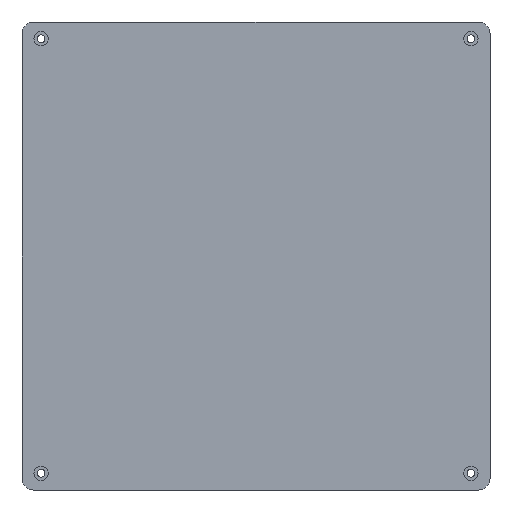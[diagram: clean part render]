
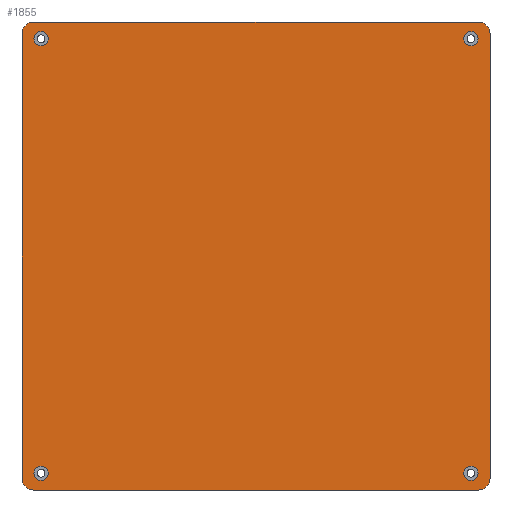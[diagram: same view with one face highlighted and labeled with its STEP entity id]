
A CAD part, front view. The second image highlights one B-rep face of the part: STEP entity #1855.
In plain terms, the highlighted planar face has unit normal (0, -1, 0).
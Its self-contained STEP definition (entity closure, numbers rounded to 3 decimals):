
#8 = ORIENTED_EDGE ( 'NONE', *, *, #189, .T. ) ;
#18 = VERTEX_POINT ( 'NONE', #59 ) ;
#23 = AXIS2_PLACEMENT_3D ( 'NONE', #255, #1675, #121 ) ;
#38 = VERTEX_POINT ( 'NONE', #1239 ) ;
#39 = FACE_BOUND ( 'NONE', #116, .T. ) ;
#51 = CIRCLE ( 'NONE', #1716, 5. ) ;
#53 = DIRECTION ( 'NONE',  ( 0., 0., 1. ) ) ;
#59 = CARTESIAN_POINT ( 'NONE',  ( 90., 0., 94. ) ) ;
#67 = EDGE_LOOP ( 'NONE', ( #8, #1659, #1857, #78, #570, #1326, #424, #564 ) ) ;
#78 = ORIENTED_EDGE ( 'NONE', *, *, #746, .T. ) ;
#80 = VERTEX_POINT ( 'NONE', #1507 ) ;
#93 = VECTOR ( 'NONE', #334, 1000. ) ;
#100 = DIRECTION ( 'NONE',  ( 0., 1., 0. ) ) ;
#116 = EDGE_LOOP ( 'NONE', ( #1020, #1123 ) ) ;
#121 = DIRECTION ( 'NONE',  ( 0., 0., -1. ) ) ;
#159 = LINE ( 'NONE', #326, #93 ) ;
#161 = DIRECTION ( 'NONE',  ( 0., 0., -1. ) ) ;
#189 = EDGE_CURVE ( 'NONE', #895, #732, #1417, .T. ) ;
#197 = ORIENTED_EDGE ( 'NONE', *, *, #1765, .T. ) ;
#232 = EDGE_CURVE ( 'NONE', #545, #920, #1622, .T. ) ;
#237 = CARTESIAN_POINT ( 'NONE',  ( 90., 0., 91. ) ) ;
#238 = VERTEX_POINT ( 'NONE', #1373 ) ;
#239 = DIRECTION ( 'NONE',  ( 0., 0., 1. ) ) ;
#255 = CARTESIAN_POINT ( 'NONE',  ( 90., 0., -91. ) ) ;
#257 = AXIS2_PLACEMENT_3D ( 'NONE', #1607, #1460, #1175 ) ;
#261 = EDGE_CURVE ( 'NONE', #18, #238, #434, .T. ) ;
#280 = VERTEX_POINT ( 'NONE', #452 ) ;
#307 = DIRECTION ( 'NONE',  ( 0., 1., 0. ) ) ;
#326 = CARTESIAN_POINT ( 'NONE',  ( -98., 0., 98. ) ) ;
#328 = CARTESIAN_POINT ( 'NONE',  ( 93., 0., -98. ) ) ;
#329 = VERTEX_POINT ( 'NONE', #648 ) ;
#334 = DIRECTION ( 'NONE',  ( 1., 0., 0. ) ) ;
#335 = DIRECTION ( 'NONE',  ( 0., -1., 0. ) ) ;
#362 = CARTESIAN_POINT ( 'NONE',  ( -93., 0., -98. ) ) ;
#372 = VECTOR ( 'NONE', #507, 1000. ) ;
#373 = CIRCLE ( 'NONE', #665, 5. ) ;
#375 = VECTOR ( 'NONE', #53, 1000. ) ;
#404 = CIRCLE ( 'NONE', #23, 3. ) ;
#420 = EDGE_LOOP ( 'NONE', ( #854, #1076 ) ) ;
#424 = ORIENTED_EDGE ( 'NONE', *, *, #481, .F. ) ;
#427 = DIRECTION ( 'NONE',  ( 0., -1., 0. ) ) ;
#434 = CIRCLE ( 'NONE', #1056, 3. ) ;
#442 = CARTESIAN_POINT ( 'NONE',  ( 90., 0., 91. ) ) ;
#452 = CARTESIAN_POINT ( 'NONE',  ( -90., 0., 94. ) ) ;
#464 = CARTESIAN_POINT ( 'NONE',  ( -90., 0., 91. ) ) ;
#475 = CARTESIAN_POINT ( 'NONE',  ( 93., 0., -93. ) ) ;
#481 = EDGE_CURVE ( 'NONE', #1446, #920, #1477, .T. ) ;
#507 = DIRECTION ( 'NONE',  ( 0., 0., 1. ) ) ;
#510 = FACE_BOUND ( 'NONE', #1781, .T. ) ;
#540 = DIRECTION ( 'NONE',  ( 0., -1., 0. ) ) ;
#545 = VERTEX_POINT ( 'NONE', #1060 ) ;
#548 = CARTESIAN_POINT ( 'NONE',  ( -98., 0., -93. ) ) ;
#549 = ORIENTED_EDGE ( 'NONE', *, *, #1112, .F. ) ;
#564 = ORIENTED_EDGE ( 'NONE', *, *, #720, .T. ) ;
#570 = ORIENTED_EDGE ( 'NONE', *, *, #1164, .F. ) ;
#584 = AXIS2_PLACEMENT_3D ( 'NONE', #475, #1041, #742 ) ;
#588 = DIRECTION ( 'NONE',  ( 0., -1., 0. ) ) ;
#613 = PLANE ( 'NONE',  #257 ) ;
#615 = DIRECTION ( 'NONE',  ( 0., -1., 0. ) ) ;
#643 = CARTESIAN_POINT ( 'NONE',  ( 98., 0., 93. ) ) ;
#648 = CARTESIAN_POINT ( 'NONE',  ( -90., 0., -88. ) ) ;
#657 = EDGE_CURVE ( 'NONE', #38, #830, #404, .T. ) ;
#661 = ORIENTED_EDGE ( 'NONE', *, *, #1014, .F. ) ;
#665 = AXIS2_PLACEMENT_3D ( 'NONE', #1293, #335, #1604 ) ;
#697 = DIRECTION ( 'NONE',  ( 0., 0., -1. ) ) ;
#710 = EDGE_CURVE ( 'NONE', #732, #80, #878, .T. ) ;
#720 = EDGE_CURVE ( 'NONE', #1446, #895, #51, .T. ) ;
#723 = AXIS2_PLACEMENT_3D ( 'NONE', #1216, #1474, #1177 ) ;
#728 = DIRECTION ( 'NONE',  ( 0., 0., 1. ) ) ;
#732 = VERTEX_POINT ( 'NONE', #328 ) ;
#742 = DIRECTION ( 'NONE',  ( 0., 0., -1. ) ) ;
#746 = EDGE_CURVE ( 'NONE', #851, #1789, #373, .T. ) ;
#754 = EDGE_LOOP ( 'NONE', ( #1606, #197 ) ) ;
#771 = FACE_BOUND ( 'NONE', #754, .T. ) ;
#807 = CARTESIAN_POINT ( 'NONE',  ( -93., 0., 93. ) ) ;
#818 = EDGE_CURVE ( 'NONE', #1100, #280, #934, .T. ) ;
#830 = VERTEX_POINT ( 'NONE', #1577 ) ;
#832 = DIRECTION ( 'NONE',  ( 0., -1., 0. ) ) ;
#845 = VECTOR ( 'NONE', #1233, 1000. ) ;
#851 = VERTEX_POINT ( 'NONE', #643 ) ;
#854 = ORIENTED_EDGE ( 'NONE', *, *, #1471, .F. ) ;
#878 = CIRCLE ( 'NONE', #584, 5. ) ;
#882 = CIRCLE ( 'NONE', #1351, 3. ) ;
#891 = CARTESIAN_POINT ( 'NONE',  ( -93., 0., -93. ) ) ;
#895 = VERTEX_POINT ( 'NONE', #362 ) ;
#903 = CARTESIAN_POINT ( 'NONE',  ( 98., 0., -98. ) ) ;
#906 = AXIS2_PLACEMENT_3D ( 'NONE', #464, #307, #1032 ) ;
#908 = AXIS2_PLACEMENT_3D ( 'NONE', #1553, #427, #697 ) ;
#920 = VERTEX_POINT ( 'NONE', #1345 ) ;
#933 = CARTESIAN_POINT ( 'NONE',  ( -98., 0., -98. ) ) ;
#934 = CIRCLE ( 'NONE', #906, 3. ) ;
#936 = FACE_OUTER_BOUND ( 'NONE', #67, .T. ) ;
#950 = VERTEX_POINT ( 'NONE', #1049 ) ;
#961 = DIRECTION ( 'NONE',  ( 0., -1., 0. ) ) ;
#1014 = EDGE_CURVE ( 'NONE', #329, #950, #1771, .T. ) ;
#1020 = ORIENTED_EDGE ( 'NONE', *, *, #1261, .T. ) ;
#1032 = DIRECTION ( 'NONE',  ( 0., 0., 1. ) ) ;
#1041 = DIRECTION ( 'NONE',  ( 0., -1., 0. ) ) ;
#1049 = CARTESIAN_POINT ( 'NONE',  ( -90., 0., -94. ) ) ;
#1056 = AXIS2_PLACEMENT_3D ( 'NONE', #442, #615, #728 ) ;
#1060 = CARTESIAN_POINT ( 'NONE',  ( -93., 0., 98. ) ) ;
#1073 = LINE ( 'NONE', #903, #375 ) ;
#1076 = ORIENTED_EDGE ( 'NONE', *, *, #261, .F. ) ;
#1094 = DIRECTION ( 'NONE',  ( 0., 0., 1. ) ) ;
#1100 = VERTEX_POINT ( 'NONE', #1238 ) ;
#1112 = EDGE_CURVE ( 'NONE', #950, #329, #1658, .T. ) ;
#1123 = ORIENTED_EDGE ( 'NONE', *, *, #657, .T. ) ;
#1135 = CARTESIAN_POINT ( 'NONE',  ( -98., 0., -98. ) ) ;
#1164 = EDGE_CURVE ( 'NONE', #545, #1789, #159, .T. ) ;
#1175 = DIRECTION ( 'NONE',  ( 0., 0., -1. ) ) ;
#1177 = DIRECTION ( 'NONE',  ( 0., 0., -1. ) ) ;
#1206 = AXIS2_PLACEMENT_3D ( 'NONE', #1517, #100, #239 ) ;
#1216 = CARTESIAN_POINT ( 'NONE',  ( 90., 0., -91. ) ) ;
#1233 = DIRECTION ( 'NONE',  ( 1., 0., 0. ) ) ;
#1238 = CARTESIAN_POINT ( 'NONE',  ( -90., 0., 88. ) ) ;
#1239 = CARTESIAN_POINT ( 'NONE',  ( 90., 0., -88. ) ) ;
#1261 = EDGE_CURVE ( 'NONE', #830, #38, #1530, .T. ) ;
#1293 = CARTESIAN_POINT ( 'NONE',  ( 93., 0., 93. ) ) ;
#1326 = ORIENTED_EDGE ( 'NONE', *, *, #232, .T. ) ;
#1329 = EDGE_CURVE ( 'NONE', #80, #851, #1073, .T. ) ;
#1345 = CARTESIAN_POINT ( 'NONE',  ( -98., 0., 93. ) ) ;
#1351 = AXIS2_PLACEMENT_3D ( 'NONE', #237, #540, #1094 ) ;
#1373 = CARTESIAN_POINT ( 'NONE',  ( 90., 0., 88. ) ) ;
#1390 = DIRECTION ( 'NONE',  ( 0., 0., -1. ) ) ;
#1417 = LINE ( 'NONE', #1135, #845 ) ;
#1446 = VERTEX_POINT ( 'NONE', #548 ) ;
#1460 = DIRECTION ( 'NONE',  ( 0., -1., 0. ) ) ;
#1471 = EDGE_CURVE ( 'NONE', #238, #18, #882, .T. ) ;
#1474 = DIRECTION ( 'NONE',  ( 0., 1., 0. ) ) ;
#1477 = LINE ( 'NONE', #933, #372 ) ;
#1487 = FACE_BOUND ( 'NONE', #420, .T. ) ;
#1505 = CARTESIAN_POINT ( 'NONE',  ( 93., 0., 98. ) ) ;
#1507 = CARTESIAN_POINT ( 'NONE',  ( 98., 0., -93. ) ) ;
#1517 = CARTESIAN_POINT ( 'NONE',  ( -90., 0., 91. ) ) ;
#1530 = CIRCLE ( 'NONE', #723, 3. ) ;
#1536 = CIRCLE ( 'NONE', #1206, 3. ) ;
#1553 = CARTESIAN_POINT ( 'NONE',  ( -90., 0., -91. ) ) ;
#1577 = CARTESIAN_POINT ( 'NONE',  ( 90., 0., -94. ) ) ;
#1604 = DIRECTION ( 'NONE',  ( 0., 0., -1. ) ) ;
#1606 = ORIENTED_EDGE ( 'NONE', *, *, #818, .T. ) ;
#1607 = CARTESIAN_POINT ( 'NONE',  ( 0., 0., 0. ) ) ;
#1622 = CIRCLE ( 'NONE', #1685, 5. ) ;
#1658 = CIRCLE ( 'NONE', #1747, 3. ) ;
#1659 = ORIENTED_EDGE ( 'NONE', *, *, #710, .T. ) ;
#1673 = CARTESIAN_POINT ( 'NONE',  ( -90., 0., -91. ) ) ;
#1675 = DIRECTION ( 'NONE',  ( 0., 1., 0. ) ) ;
#1685 = AXIS2_PLACEMENT_3D ( 'NONE', #807, #832, #1700 ) ;
#1700 = DIRECTION ( 'NONE',  ( 0., 0., -1. ) ) ;
#1716 = AXIS2_PLACEMENT_3D ( 'NONE', #891, #588, #161 ) ;
#1747 = AXIS2_PLACEMENT_3D ( 'NONE', #1673, #961, #1390 ) ;
#1765 = EDGE_CURVE ( 'NONE', #280, #1100, #1536, .T. ) ;
#1771 = CIRCLE ( 'NONE', #908, 3. ) ;
#1781 = EDGE_LOOP ( 'NONE', ( #549, #661 ) ) ;
#1789 = VERTEX_POINT ( 'NONE', #1505 ) ;
#1855 = ADVANCED_FACE ( 'NONE', ( #39, #1487, #771, #510, #936 ), #613, .T. ) ;
#1857 = ORIENTED_EDGE ( 'NONE', *, *, #1329, .T. ) ;
